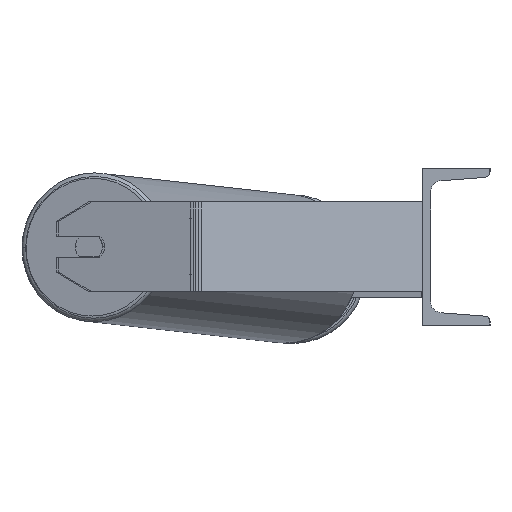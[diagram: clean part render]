
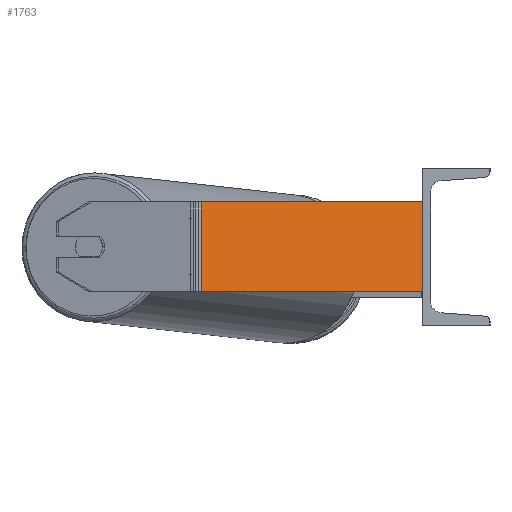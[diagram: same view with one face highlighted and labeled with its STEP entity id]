
A CAD part, left-side view. The second image highlights one B-rep face of the part: STEP entity #1763.
In plain terms, the highlighted planar face has unit normal (-0.94, -0.342, 0).
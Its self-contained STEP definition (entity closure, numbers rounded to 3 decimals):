
#36 = FACE_OUTER_BOUND ( 'NONE', #571, .T. ) ;
#159 = EDGE_CURVE ( 'NONE', #6833, #3815, #4176, .T. ) ;
#182 = ORIENTED_EDGE ( 'NONE', *, *, #1614, .T. ) ;
#439 = CARTESIAN_POINT ( 'NONE',  ( -985., 0., 40. ) ) ;
#485 = LINE ( 'NONE', #6881, #4184 ) ;
#571 = EDGE_LOOP ( 'NONE', ( #182, #5858, #4351, #4093 ) ) ;
#657 = PLANE ( 'NONE',  #6157 ) ;
#1062 = EDGE_CURVE ( 'NONE', #8666, #6833, #1299, .T. ) ;
#1299 = LINE ( 'NONE', #6130, #5701 ) ;
#1407 = DIRECTION ( 'NONE',  ( 0.94, 0.342, 0. ) ) ;
#1571 = VECTOR ( 'NONE', #9019, 1000. ) ;
#1614 = EDGE_CURVE ( 'NONE', #1873, #3815, #8206, .T. ) ;
#1763 = ADVANCED_FACE ( 'NONE', ( #36 ), #657, .F. ) ;
#1773 = VECTOR ( 'NONE', #8373, 1000. ) ;
#1873 = VERTEX_POINT ( 'NONE', #7942 ) ;
#1965 = DIRECTION ( 'NONE',  ( 0.342, -0.94, 0. ) ) ;
#2409 = CARTESIAN_POINT ( 'NONE',  ( -1056.923, 197.606, 40. ) ) ;
#3815 = VERTEX_POINT ( 'NONE', #7424 ) ;
#3945 = CARTESIAN_POINT ( 'NONE',  ( -1058.648, 202.346, -40. ) ) ;
#4093 = ORIENTED_EDGE ( 'NONE', *, *, #8676, .T. ) ;
#4176 = LINE ( 'NONE', #4827, #1571 ) ;
#4184 = VECTOR ( 'NONE', #4796, 1000. ) ;
#4293 = CARTESIAN_POINT ( 'NONE',  ( -1058.648, 202.346, 40. ) ) ;
#4351 = ORIENTED_EDGE ( 'NONE', *, *, #1062, .F. ) ;
#4796 = DIRECTION ( 'NONE',  ( 0., 0., -1. ) ) ;
#4827 = CARTESIAN_POINT ( 'NONE',  ( -985., 0., 40. ) ) ;
#5661 = DIRECTION ( 'NONE',  ( -0.342, 0.94, 0. ) ) ;
#5701 = VECTOR ( 'NONE', #1965, 1000. ) ;
#5858 = ORIENTED_EDGE ( 'NONE', *, *, #159, .F. ) ;
#6130 = CARTESIAN_POINT ( 'NONE',  ( -1058.648, 202.346, 40. ) ) ;
#6157 = AXIS2_PLACEMENT_3D ( 'NONE', #4293, #1407, #5661 ) ;
#6833 = VERTEX_POINT ( 'NONE', #439 ) ;
#6881 = CARTESIAN_POINT ( 'NONE',  ( -1056.923, 197.606, 40. ) ) ;
#7424 = CARTESIAN_POINT ( 'NONE',  ( -985., 0., -40. ) ) ;
#7942 = CARTESIAN_POINT ( 'NONE',  ( -1056.923, 197.606, -40. ) ) ;
#8206 = LINE ( 'NONE', #3945, #1773 ) ;
#8373 = DIRECTION ( 'NONE',  ( 0.342, -0.94, 0. ) ) ;
#8666 = VERTEX_POINT ( 'NONE', #2409 ) ;
#8676 = EDGE_CURVE ( 'NONE', #8666, #1873, #485, .T. ) ;
#9019 = DIRECTION ( 'NONE',  ( 0., 0., -1. ) ) ;
